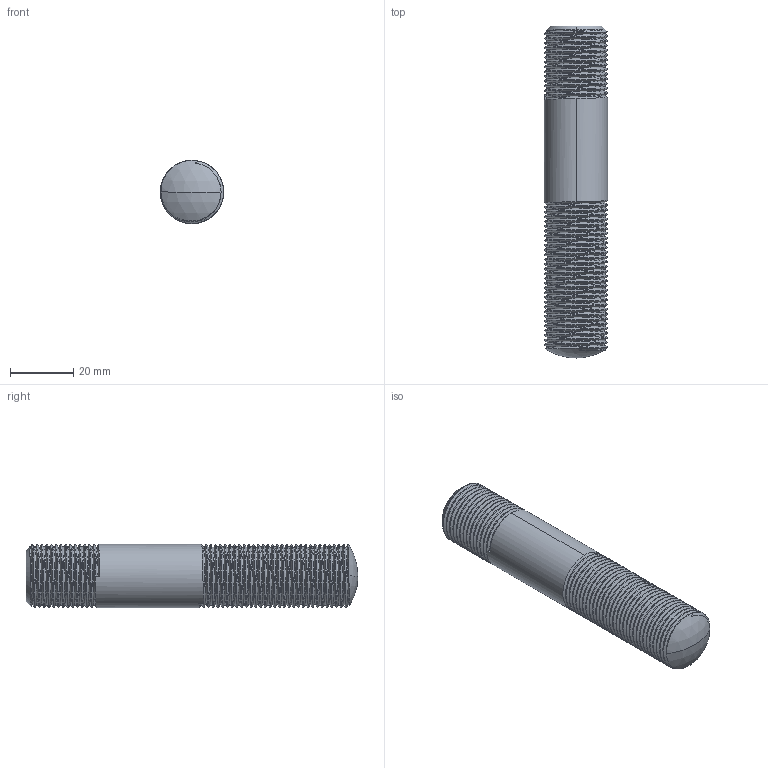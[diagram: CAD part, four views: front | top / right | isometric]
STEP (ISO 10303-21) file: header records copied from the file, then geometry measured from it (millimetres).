
FILE_DESCRIPTION (( 'STEP AP214' ), '1' );
FILE_NAME ('Part5^Axle Bearing.STEP', '2025-02-11T23:26:31', ( '' ), ( '' ), 'SwSTEP 2.0', 'SolidWorks 2024', '' );
FILE_SCHEMA (( 'AUTOMOTIVE_DESIGN' ));
Length unit declared in the file: millimetre
Products named in the file (1): Part5^Axle Bearing
Bounding box: 19.99 x 105 x 20 mm (x, y, z)
Volume: 30534.3 mm3; surface area: 9329.3 mm2
Topology: 1 solids, 1 shells, 105 faces, 309 edges, 206 vertices
Faces by surface type: cylinder 91, bspline 6, cone 3, plane 3, sphere 2
Entity records: 11091 total; most frequent: CARTESIAN_POINT 8889, ORIENTED_EDGE 618, EDGE_CURVE 309, DIRECTION 307, VERTEX_POINT 206, FACE_OUTER_BOUND 105, EDGE_LOOP 105, ADVANCED_FACE 105
